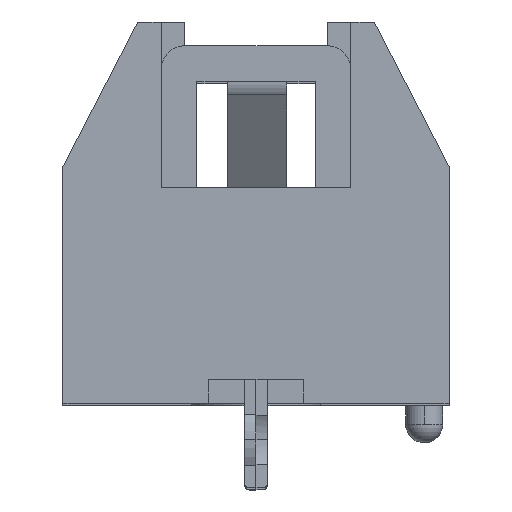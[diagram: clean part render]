
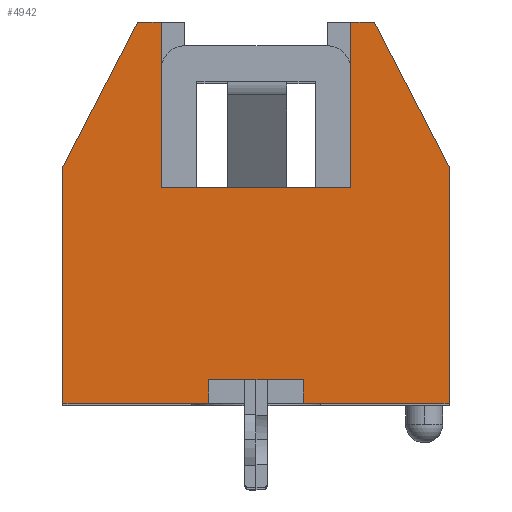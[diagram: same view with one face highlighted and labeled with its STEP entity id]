
A CAD part, top view. The second image highlights one B-rep face of the part: STEP entity #4942.
In plain terms, the highlighted planar face has unit normal (0, 0, 1).
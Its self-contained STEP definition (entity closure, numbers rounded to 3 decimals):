
#53 = ORIENTED_EDGE ( 'NONE', *, *, #6897, .T. ) ;
#144 = CARTESIAN_POINT ( 'NONE',  ( 0., 0., 29.95 ) ) ;
#162 = LINE ( 'NONE', #8072, #2542 ) ;
#336 = LINE ( 'NONE', #909, #5022 ) ;
#429 = VECTOR ( 'NONE', #2901, 1000. ) ;
#477 = EDGE_CURVE ( 'NONE', #3877, #6174, #7270, .T. ) ;
#672 = ORIENTED_EDGE ( 'NONE', *, *, #7248, .T. ) ;
#909 = CARTESIAN_POINT ( 'NONE',  ( -8.15, 10., 29.95 ) ) ;
#914 = LINE ( 'NONE', #1878, #4632 ) ;
#1103 = VERTEX_POINT ( 'NONE', #6756 ) ;
#1128 = EDGE_CURVE ( 'NONE', #7855, #2896, #1656, .T. ) ;
#1139 = ORIENTED_EDGE ( 'NONE', *, *, #477, .F. ) ;
#1231 = CARTESIAN_POINT ( 'NONE',  ( 8.15, 10., 29.95 ) ) ;
#1240 = VECTOR ( 'NONE', #1602, 1000. ) ;
#1281 = LINE ( 'NONE', #2903, #3798 ) ;
#1392 = VECTOR ( 'NONE', #5595, 1000. ) ;
#1403 = EDGE_CURVE ( 'NONE', #8415, #6312, #336, .T. ) ;
#1409 = ORIENTED_EDGE ( 'NONE', *, *, #6261, .T. ) ;
#1602 = DIRECTION ( 'NONE',  ( 0., -1., 0. ) ) ;
#1643 = VECTOR ( 'NONE', #3243, 1000. ) ;
#1656 = LINE ( 'NONE', #7403, #2523 ) ;
#1812 = DIRECTION ( 'NONE',  ( -1., 0., 0. ) ) ;
#1878 = CARTESIAN_POINT ( 'NONE',  ( -4., 16.1, 29.95 ) ) ;
#2092 = ORIENTED_EDGE ( 'NONE', *, *, #1403, .T. ) ;
#2122 = EDGE_CURVE ( 'NONE', #2452, #1103, #2710, .T. ) ;
#2203 = CARTESIAN_POINT ( 'NONE',  ( 2., 0., 29.95 ) ) ;
#2261 = DIRECTION ( 'NONE',  ( 0., -1., 0. ) ) ;
#2452 = VERTEX_POINT ( 'NONE', #8598 ) ;
#2465 = CARTESIAN_POINT ( 'NONE',  ( 2., 0., 29.95 ) ) ;
#2523 = VECTOR ( 'NONE', #7497, 1000. ) ;
#2542 = VECTOR ( 'NONE', #7402, 1000. ) ;
#2659 = VERTEX_POINT ( 'NONE', #6314 ) ;
#2710 = LINE ( 'NONE', #5960, #4048 ) ;
#2732 = EDGE_CURVE ( 'NONE', #3677, #4511, #7898, .T. ) ;
#2896 = VERTEX_POINT ( 'NONE', #8054 ) ;
#2901 = DIRECTION ( 'NONE',  ( -0.459, 0.889, 0. ) ) ;
#2903 = CARTESIAN_POINT ( 'NONE',  ( -8.15, 10., 29.95 ) ) ;
#2935 = CARTESIAN_POINT ( 'NONE',  ( 5., 16.1, 29.95 ) ) ;
#3008 = LINE ( 'NONE', #6804, #6993 ) ;
#3040 = CARTESIAN_POINT ( 'NONE',  ( 5., 16.1, 29.95 ) ) ;
#3120 = VERTEX_POINT ( 'NONE', #7923 ) ;
#3243 = DIRECTION ( 'NONE',  ( 0., 1., 0. ) ) ;
#3357 = CARTESIAN_POINT ( 'NONE',  ( -8.15, 10., 29.95 ) ) ;
#3371 = ORIENTED_EDGE ( 'NONE', *, *, #4921, .T. ) ;
#3390 = CARTESIAN_POINT ( 'NONE',  ( -2., 1., 29.95 ) ) ;
#3677 = VERTEX_POINT ( 'NONE', #1231 ) ;
#3784 = EDGE_LOOP ( 'NONE', ( #1139, #1409, #5687, #8537, #7776, #3371, #8569, #5647, #672, #2092, #53, #5291, #6248, #7876 ) ) ;
#3798 = VECTOR ( 'NONE', #2261, 1000. ) ;
#3824 = CARTESIAN_POINT ( 'NONE',  ( 2., 1., 29.95 ) ) ;
#3877 = VERTEX_POINT ( 'NONE', #2203 ) ;
#4044 = LINE ( 'NONE', #5795, #4487 ) ;
#4048 = VECTOR ( 'NONE', #6589, 1000. ) ;
#4112 = CARTESIAN_POINT ( 'NONE',  ( 2., 1., 29.95 ) ) ;
#4222 = EDGE_CURVE ( 'NONE', #1103, #4401, #914, .T. ) ;
#4315 = CARTESIAN_POINT ( 'NONE',  ( -4., 16.1, 29.95 ) ) ;
#4401 = VERTEX_POINT ( 'NONE', #4315 ) ;
#4405 = DIRECTION ( 'NONE',  ( 1., 0., 0. ) ) ;
#4487 = VECTOR ( 'NONE', #8006, 1000. ) ;
#4511 = VERTEX_POINT ( 'NONE', #3040 ) ;
#4561 = VECTOR ( 'NONE', #6151, 1000. ) ;
#4632 = VECTOR ( 'NONE', #5417, 1000. ) ;
#4921 = EDGE_CURVE ( 'NONE', #3120, #2452, #6408, .T. ) ;
#4942 = ADVANCED_FACE ( 'NONE', ( #8080 ), #8546, .T. ) ;
#5022 = VECTOR ( 'NONE', #5712, 1000. ) ;
#5033 = DIRECTION ( 'NONE',  ( 0., 0., 1. ) ) ;
#5170 = CARTESIAN_POINT ( 'NONE',  ( -8.15, 0., 29.95 ) ) ;
#5291 = ORIENTED_EDGE ( 'NONE', *, *, #8205, .T. ) ;
#5417 = DIRECTION ( 'NONE',  ( 0., 1., 0. ) ) ;
#5595 = DIRECTION ( 'NONE',  ( 0., 1., 0. ) ) ;
#5647 = ORIENTED_EDGE ( 'NONE', *, *, #4222, .T. ) ;
#5687 = ORIENTED_EDGE ( 'NONE', *, *, #6483, .T. ) ;
#5712 = DIRECTION ( 'NONE',  ( -0.459, -0.889, 0. ) ) ;
#5745 = CARTESIAN_POINT ( 'NONE',  ( 4., 9.1, 29.95 ) ) ;
#5795 = CARTESIAN_POINT ( 'NONE',  ( 4., 16.1, 29.95 ) ) ;
#5952 = DIRECTION ( 'NONE',  ( 1., 0., 0. ) ) ;
#5960 = CARTESIAN_POINT ( 'NONE',  ( -4., 9.1, 29.95 ) ) ;
#6098 = EDGE_CURVE ( 'NONE', #4511, #3120, #4044, .T. ) ;
#6151 = DIRECTION ( 'NONE',  ( -1., 0., 0. ) ) ;
#6174 = VERTEX_POINT ( 'NONE', #3824 ) ;
#6245 = LINE ( 'NONE', #7710, #1392 ) ;
#6248 = ORIENTED_EDGE ( 'NONE', *, *, #1128, .F. ) ;
#6250 = CARTESIAN_POINT ( 'NONE',  ( -8.15, 0., 29.95 ) ) ;
#6261 = EDGE_CURVE ( 'NONE', #3877, #2659, #7020, .T. ) ;
#6312 = VERTEX_POINT ( 'NONE', #3357 ) ;
#6314 = CARTESIAN_POINT ( 'NONE',  ( 8.15, 0., 29.95 ) ) ;
#6408 = LINE ( 'NONE', #5745, #1240 ) ;
#6444 = LINE ( 'NONE', #4112, #4561 ) ;
#6483 = EDGE_CURVE ( 'NONE', #2659, #3677, #6245, .T. ) ;
#6589 = DIRECTION ( 'NONE',  ( -1., 0., 0. ) ) ;
#6647 = AXIS2_PLACEMENT_3D ( 'NONE', #144, #5033, #4405 ) ;
#6756 = CARTESIAN_POINT ( 'NONE',  ( -4., 9.1, 29.95 ) ) ;
#6804 = CARTESIAN_POINT ( 'NONE',  ( -5., 16.1, 29.95 ) ) ;
#6897 = EDGE_CURVE ( 'NONE', #6312, #9087, #1281, .T. ) ;
#6993 = VECTOR ( 'NONE', #1812, 1000. ) ;
#7020 = LINE ( 'NONE', #5170, #7912 ) ;
#7248 = EDGE_CURVE ( 'NONE', #4401, #8415, #3008, .T. ) ;
#7270 = LINE ( 'NONE', #2465, #1643 ) ;
#7329 = EDGE_CURVE ( 'NONE', #6174, #7855, #6444, .T. ) ;
#7402 = DIRECTION ( 'NONE',  ( 1., 0., 0. ) ) ;
#7403 = CARTESIAN_POINT ( 'NONE',  ( -2., 1., 29.95 ) ) ;
#7497 = DIRECTION ( 'NONE',  ( 0., -1., 0. ) ) ;
#7560 = CARTESIAN_POINT ( 'NONE',  ( -5., 16.1, 29.95 ) ) ;
#7710 = CARTESIAN_POINT ( 'NONE',  ( 8.15, 10., 29.95 ) ) ;
#7776 = ORIENTED_EDGE ( 'NONE', *, *, #6098, .T. ) ;
#7855 = VERTEX_POINT ( 'NONE', #3390 ) ;
#7876 = ORIENTED_EDGE ( 'NONE', *, *, #7329, .F. ) ;
#7898 = LINE ( 'NONE', #2935, #429 ) ;
#7912 = VECTOR ( 'NONE', #5952, 1000. ) ;
#7923 = CARTESIAN_POINT ( 'NONE',  ( 4., 16.1, 29.95 ) ) ;
#8006 = DIRECTION ( 'NONE',  ( -1., 0., 0. ) ) ;
#8054 = CARTESIAN_POINT ( 'NONE',  ( -2., 0., 29.95 ) ) ;
#8072 = CARTESIAN_POINT ( 'NONE',  ( -8.15, 0., 29.95 ) ) ;
#8080 = FACE_OUTER_BOUND ( 'NONE', #3784, .T. ) ;
#8205 = EDGE_CURVE ( 'NONE', #9087, #2896, #162, .T. ) ;
#8415 = VERTEX_POINT ( 'NONE', #7560 ) ;
#8537 = ORIENTED_EDGE ( 'NONE', *, *, #2732, .T. ) ;
#8546 = PLANE ( 'NONE',  #6647 ) ;
#8569 = ORIENTED_EDGE ( 'NONE', *, *, #2122, .T. ) ;
#8598 = CARTESIAN_POINT ( 'NONE',  ( 4., 9.1, 29.95 ) ) ;
#9087 = VERTEX_POINT ( 'NONE', #6250 ) ;
